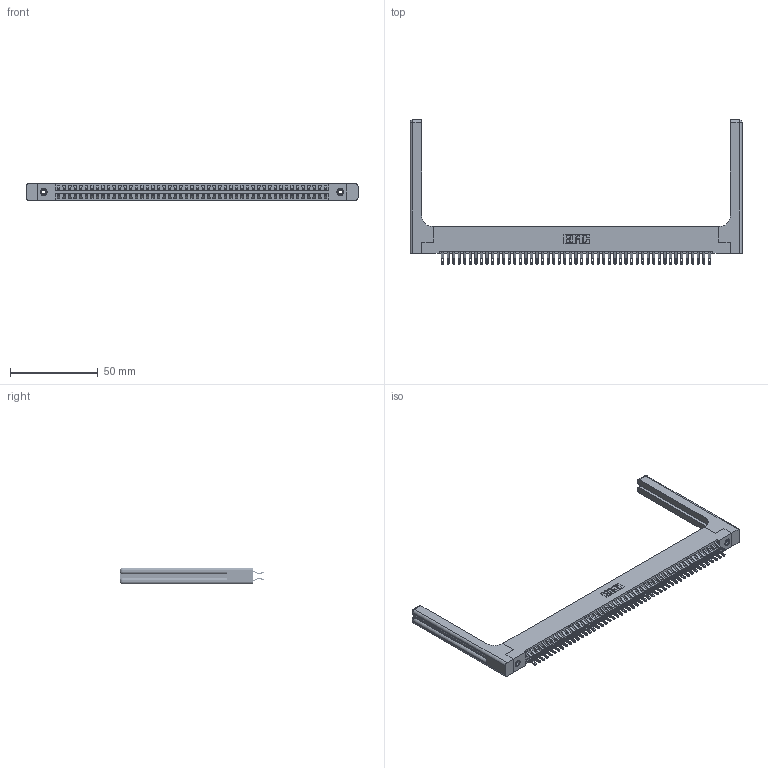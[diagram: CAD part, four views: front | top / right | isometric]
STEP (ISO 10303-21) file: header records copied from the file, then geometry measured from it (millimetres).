
FILE_DESCRIPTION (( 'STEP AP203' ), '1' );
FILE_NAME ('346-098-555-258.STEP', '2022-05-26T18:45:22', ( '' ), ( '' ), 'SwSTEP 2.0', 'SolidWorks 2020', '' );
FILE_SCHEMA (( 'CONFIG_CONTROL_DESIGN' ));
Length unit declared in the file: inch
Products named in the file (5): 345-250-001_345-250-001-102; 345-292-001_555 Tail; 346-220-058_345-220-058; 346 Part_Flush Mounting Lugs - 0.156 Dia-TH; 346-098-555-258
Assembly tree (103 placements, depth 2):
  346-098-555-258
    346 Part_Flush Mounting Lugs - 0.156 Dia-TH
    345-292-001_555 Tail  x98
    345-250-001_345-250-001-102  x2
    346-220-058_345-220-058  x2
Bounding box: 189.64 x 82.42 x 9.4 mm (x, y, z)
Volume: 26306.7 mm3; surface area: 31989.6 mm2
Topology: 103 solids, 103 shells, 6076 faces, 18965 edges, 12622 vertices
Faces by surface type: plane 3472, cylinder 2544, bspline 36, cone 12, sphere 8, torus 4
Entity records: 36960 total; most frequent: CARTESIAN_POINT 7129, ORIENTED_EDGE 5828, DIRECTION 5234, EDGE_CURVE 2914, VECTOR 2474, LINE 2474, VERTEX_POINT 1934, AXIS2_PLACEMENT_3D 1380
